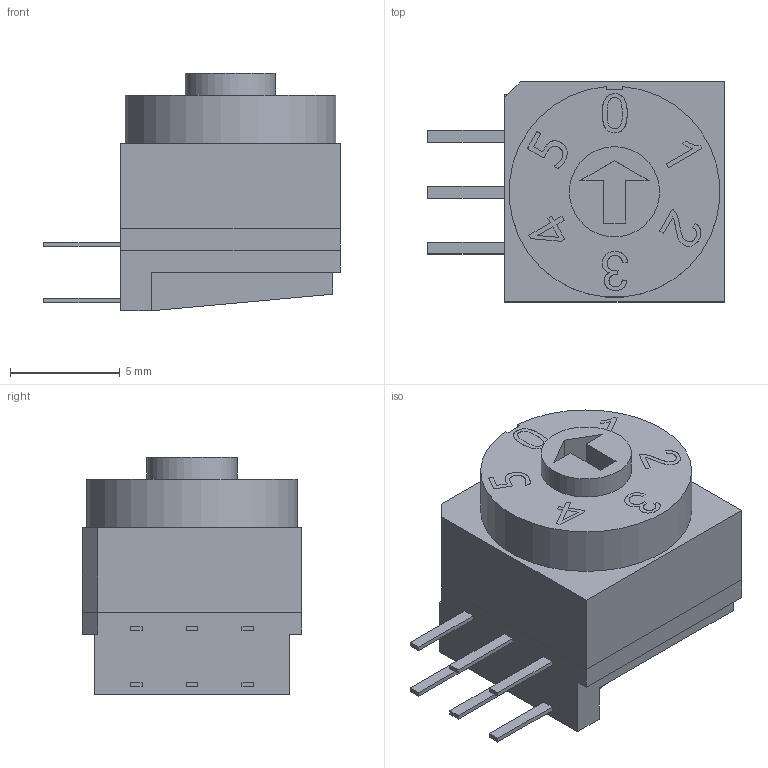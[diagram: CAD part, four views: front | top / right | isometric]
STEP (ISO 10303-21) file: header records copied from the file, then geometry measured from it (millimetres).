
FILE_DESCRIPTION(/* description */ (''),/* implementation_level */ '2;1');
FILE_NAME(/* name */ 'RDTDx06R2x.stp',/* time_stamp */ '2025-06-03T11:54:41-05:00',/* author */ ('mroman'),/* organization */ (''),/* preprocessor_version */ 'ST-DEVELOPER v18.1',/* originating_system */ 'Autodesk Inventor 2022',/* authorisation */ '');
FILE_SCHEMA (('AUTOMOTIVE_DESIGN { 1 0 10303 214 3 1 1 }'));
Length unit declared in the file: centimetre
Products named in the file (1): RDTDx06R2x
Bounding box: 13.5 x 10 x 10.8 mm (x, y, z)
Volume: 799.5 mm3; surface area: 680.1 mm2
Topology: 1 solids, 2 shells, 158 faces, 403 edges, 266 vertices
Faces by surface type: plane 107, bspline 48, cylinder 3
Full cylindrical faces by diameter (mm): 4.1 x2
Entity records: 5066 total; most frequent: CARTESIAN_POINT 1528, ORIENTED_EDGE 806, DIRECTION 535, EDGE_CURVE 403, LINE 301, VECTOR 301, VERTEX_POINT 266, EDGE_LOOP 175
